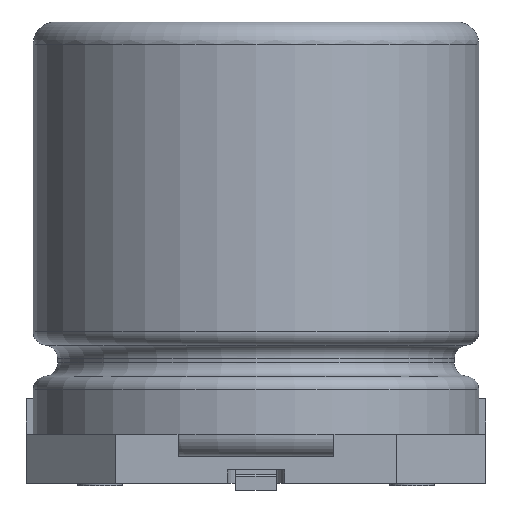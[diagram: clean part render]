
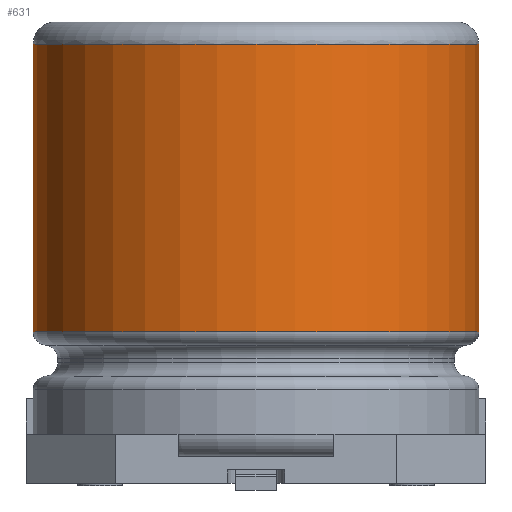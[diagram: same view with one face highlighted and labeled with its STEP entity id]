
A CAD part, front view. The second image highlights one B-rep face of the part: STEP entity #631.
In plain terms, the highlighted cylindrical face has radius 5 mm (diameter 10 mm), a full revolution.
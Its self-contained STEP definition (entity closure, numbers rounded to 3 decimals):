
#631 = ADVANCED_FACE( '', ( #1296, #1297 ), #1298, .T. );
#1296 = FACE_OUTER_BOUND( '', #2007, .T. );
#1297 = FACE_OUTER_BOUND( '', #2008, .T. );
#1298 = CYLINDRICAL_SURFACE( '', #2009, 5. );
#2007 = EDGE_LOOP( '', ( #3777 ) );
#2008 = EDGE_LOOP( '', ( #3778 ) );
#2009 = AXIS2_PLACEMENT_3D( '', #3779, #3780, #3781 );
#3777 = ORIENTED_EDGE( '', *, *, #4711, .T. );
#3778 = ORIENTED_EDGE( '', *, *, #4822, .T. );
#3779 = CARTESIAN_POINT( '', ( 0., 0., 9.9 ) );
#3780 = DIRECTION( '', ( 0., 0., -1. ) );
#3781 = DIRECTION( '', ( 1., 0., 0. ) );
#4711 = EDGE_CURVE( '', #5734, #5734, #5735, .T. );
#4822 = EDGE_CURVE( '', #5867, #5867, #5868, .T. );
#5734 = VERTEX_POINT( '', #7529 );
#5735 = CIRCLE( '', #7530, 5. );
#5867 = VERTEX_POINT( '', #7828 );
#5868 = CIRCLE( '', #7829, 5. );
#7529 = CARTESIAN_POINT( '', ( -5., 0., 9.25 ) );
#7530 = AXIS2_PLACEMENT_3D( '', #8385, #8386, #8387 );
#7828 = CARTESIAN_POINT( '', ( 5., 0., 2.8 ) );
#7829 = AXIS2_PLACEMENT_3D( '', #8456, #8457, #8458 );
#8385 = CARTESIAN_POINT( '', ( 0., 0., 9.25 ) );
#8386 = DIRECTION( '', ( 0., 0., -1. ) );
#8387 = DIRECTION( '', ( -1., 0., 0. ) );
#8456 = CARTESIAN_POINT( '', ( 0., 0., 2.8 ) );
#8457 = DIRECTION( '', ( 0., 0., 1. ) );
#8458 = DIRECTION( '', ( 1., 0., 0. ) );
